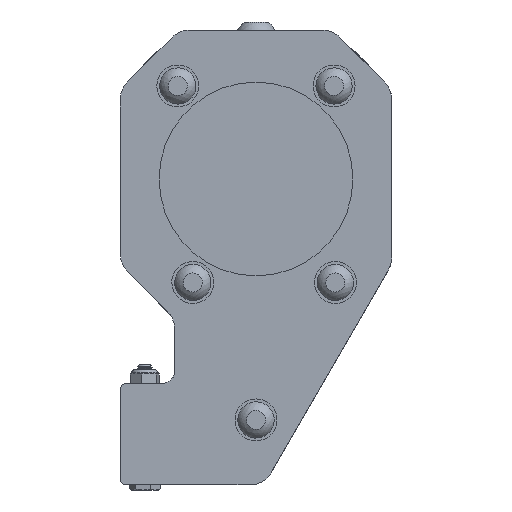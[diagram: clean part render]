
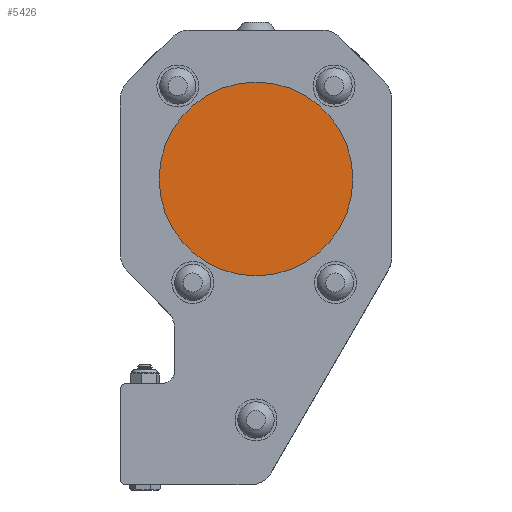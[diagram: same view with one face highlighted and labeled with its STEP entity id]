
A CAD part, left-side view. The second image highlights one B-rep face of the part: STEP entity #5426.
In plain terms, the highlighted planar face has unit normal (-1, 0, 0).
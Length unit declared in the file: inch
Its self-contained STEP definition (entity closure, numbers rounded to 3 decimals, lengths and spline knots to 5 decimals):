
#976=PLANE('',#6058);
#1510=FACE_OUTER_BOUND('',#1989,.T.);
#1989=EDGE_LOOP('',(#4855));
#2375=CIRCLE('',#6059,1.);
#2873=VERTEX_POINT('',#13939);
#3550=EDGE_CURVE('',#2873,#2873,#2375,.T.);
#4855=ORIENTED_EDGE('',*,*,#3550,.T.);
#5426=ADVANCED_FACE('',(#1510),#976,.F.);
#6058=AXIS2_PLACEMENT_3D('',#13938,#7590,#7591);
#6059=AXIS2_PLACEMENT_3D('',#13940,#7592,#7593);
#7590=DIRECTION('center_axis',(1.,0.,0.));
#7591=DIRECTION('ref_axis',(0.,1.,0.));
#7592=DIRECTION('center_axis',(-1.,0.,0.));
#7593=DIRECTION('ref_axis',(0.,1.,0.));
#13938=CARTESIAN_POINT('Origin',(102.65594,0.,
0.));
#13939=CARTESIAN_POINT('',(102.65594,-1.,0.));
#13940=CARTESIAN_POINT('Origin',(102.65594,0.,
0.));
